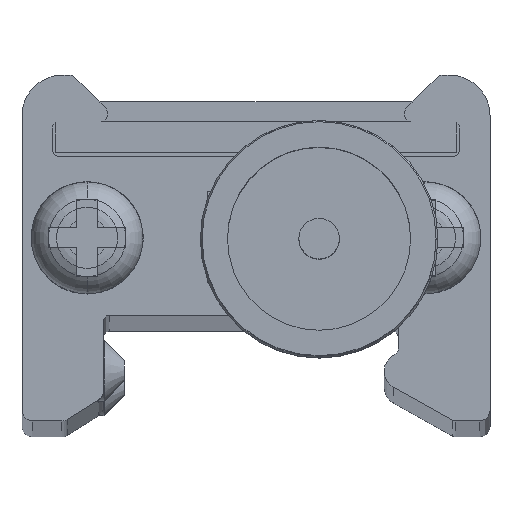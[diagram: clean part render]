
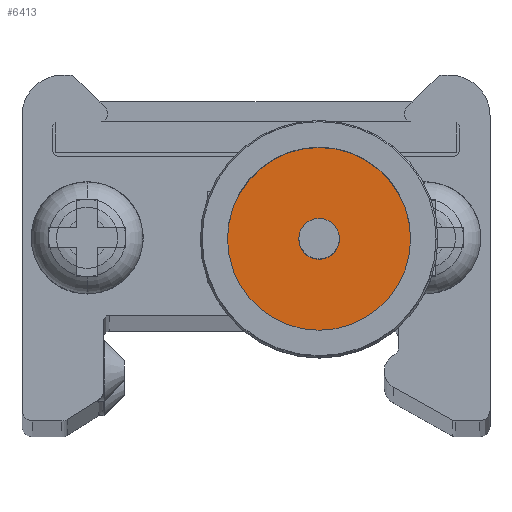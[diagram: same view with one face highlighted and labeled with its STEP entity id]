
A CAD part, top view. The second image highlights one B-rep face of the part: STEP entity #6413.
In plain terms, the highlighted planar face has unit normal (0, 0, 1).
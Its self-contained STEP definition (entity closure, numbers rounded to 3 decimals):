
#8 = CIRCLE ( 'NONE', #6009, 1. ) ;
#104 = CARTESIAN_POINT ( 'NONE',  ( 3.1, 3.4, 420. ) ) ;
#633 = DIRECTION ( 'NONE',  ( 0., 0., 1. ) ) ;
#832 = EDGE_CURVE ( 'NONE', #5594, #1620, #8, .T. ) ;
#996 = ORIENTED_EDGE ( 'NONE', *, *, #832, .F. ) ;
#1131 = DIRECTION ( 'NONE',  ( 0., -1., 0. ) ) ;
#1302 = ORIENTED_EDGE ( 'NONE', *, *, #2726, .T. ) ;
#1620 = VERTEX_POINT ( 'NONE', #8037 ) ;
#1689 = DIRECTION ( 'NONE',  ( 0., -1., 0. ) ) ;
#1781 = DIRECTION ( 'NONE',  ( 0., 0., 1. ) ) ;
#1789 = AXIS2_PLACEMENT_3D ( 'NONE', #3672, #4241, #3136 ) ;
#2206 = CIRCLE ( 'NONE', #2433, 4.5 ) ;
#2433 = AXIS2_PLACEMENT_3D ( 'NONE', #7968, #3071, #7355 ) ;
#2726 = EDGE_CURVE ( 'NONE', #4150, #6566, #6198, .T. ) ;
#2834 = ORIENTED_EDGE ( 'NONE', *, *, #6674, .T. ) ;
#2969 = FACE_OUTER_BOUND ( 'NONE', #5927, .T. ) ;
#3071 = DIRECTION ( 'NONE',  ( 0., 0., 1. ) ) ;
#3136 = DIRECTION ( 'NONE',  ( 0., -1., 0. ) ) ;
#3672 = CARTESIAN_POINT ( 'NONE',  ( 3.1, 3.4, 420. ) ) ;
#3777 = EDGE_CURVE ( 'NONE', #1620, #5594, #5310, .T. ) ;
#4017 = CARTESIAN_POINT ( 'NONE',  ( 3.1, -1.1, 420. ) ) ;
#4150 = VERTEX_POINT ( 'NONE', #6150 ) ;
#4241 = DIRECTION ( 'NONE',  ( 0., 0., 1. ) ) ;
#4513 = AXIS2_PLACEMENT_3D ( 'NONE', #6129, #7275, #1689 ) ;
#4620 = AXIS2_PLACEMENT_3D ( 'NONE', #8057, #1781, #1131 ) ;
#5310 = CIRCLE ( 'NONE', #1789, 1. ) ;
#5594 = VERTEX_POINT ( 'NONE', #7281 ) ;
#5851 = EDGE_LOOP ( 'NONE', ( #996, #7020 ) ) ;
#5927 = EDGE_LOOP ( 'NONE', ( #2834, #1302 ) ) ;
#6009 = AXIS2_PLACEMENT_3D ( 'NONE', #104, #633, #6947 ) ;
#6129 = CARTESIAN_POINT ( 'NONE',  ( 3.1, 3.4, 420. ) ) ;
#6150 = CARTESIAN_POINT ( 'NONE',  ( 3.1, 7.9, 420. ) ) ;
#6198 = CIRCLE ( 'NONE', #4513, 4.5 ) ;
#6413 = ADVANCED_FACE ( 'NONE', ( #7905, #2969 ), #6671, .T. ) ;
#6566 = VERTEX_POINT ( 'NONE', #4017 ) ;
#6671 = PLANE ( 'NONE',  #4620 ) ;
#6674 = EDGE_CURVE ( 'NONE', #6566, #4150, #2206, .T. ) ;
#6947 = DIRECTION ( 'NONE',  ( 0., -1., 0. ) ) ;
#7020 = ORIENTED_EDGE ( 'NONE', *, *, #3777, .F. ) ;
#7275 = DIRECTION ( 'NONE',  ( 0., 0., 1. ) ) ;
#7281 = CARTESIAN_POINT ( 'NONE',  ( 3.1, 2.4, 420. ) ) ;
#7355 = DIRECTION ( 'NONE',  ( 0., -1., 0. ) ) ;
#7905 = FACE_BOUND ( 'NONE', #5851, .T. ) ;
#7968 = CARTESIAN_POINT ( 'NONE',  ( 3.1, 3.4, 420. ) ) ;
#8037 = CARTESIAN_POINT ( 'NONE',  ( 3.1, 4.4, 420. ) ) ;
#8057 = CARTESIAN_POINT ( 'NONE',  ( 3.1, 3.4, 420. ) ) ;
